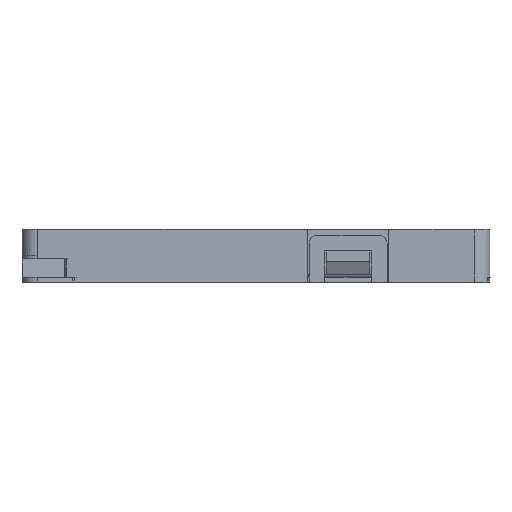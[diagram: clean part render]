
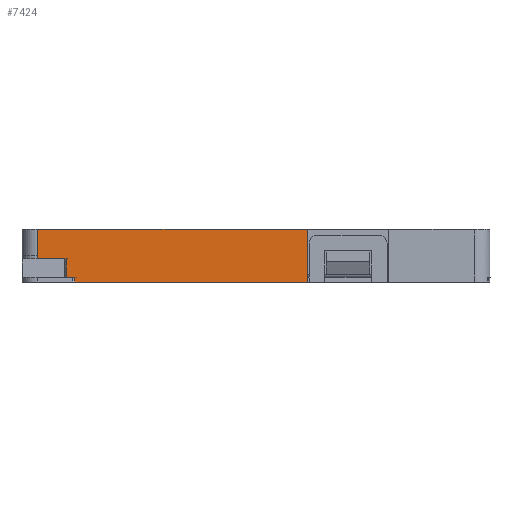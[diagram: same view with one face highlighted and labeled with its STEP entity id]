
A CAD part, top view. The second image highlights one B-rep face of the part: STEP entity #7424.
In plain terms, the highlighted planar face has unit normal (0, 0, 1).
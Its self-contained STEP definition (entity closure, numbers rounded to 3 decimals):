
#1980=DIRECTION('',(0.,1.,0.));
#1981=VECTOR('',#1980,3.4);
#1982=CARTESIAN_POINT('',(26.091,3.2,-1.));
#1983=LINE('',#1982,#1981);
#2356=DIRECTION('',(-1.,0.,0.));
#2357=VECTOR('',#2356,14.908);
#2358=CARTESIAN_POINT('',(26.091,3.2,-1.));
#2359=LINE('',#2358,#2357);
#2363=DIRECTION('',(0.,1.,0.));
#2364=VECTOR('',#2363,0.3);
#2365=CARTESIAN_POINT('',(11.183,3.2,-1.));
#2366=LINE('',#2365,#2364);
#2370=DIRECTION('',(-1.,0.,0.));
#2371=VECTOR('',#2370,0.571);
#2372=CARTESIAN_POINT('',(11.183,3.5,-1.));
#2373=LINE('',#2372,#2371);
#2377=DIRECTION('',(-1.,0.,0.));
#2378=VECTOR('',#2377,1.821);
#2379=CARTESIAN_POINT('',(10.611,4.7,
-1.));
#2380=LINE('',#2379,#2378);
#2384=DIRECTION('',(-0.001,1.,0.));
#2385=VECTOR('',#2384,1.7);
#2386=CARTESIAN_POINT('',(8.79,4.9,
-1.));
#2387=LINE('',#2386,#2385);
#2391=DIRECTION('',(1.,0.,0.));
#2392=VECTOR('',#2391,17.301);
#2393=CARTESIAN_POINT('',(8.79,6.6,
-1.));
#2394=LINE('',#2393,#2392);
#2603=DIRECTION('',(0.,-1.,0.));
#2604=VECTOR('',#2603,1.2);
#2605=CARTESIAN_POINT('',(10.611,4.7,
-1.));
#2606=LINE('',#2605,#2604);
#2740=DIRECTION('',(-0.001,-1.,0.));
#2741=VECTOR('',#2740,0.2);
#2742=CARTESIAN_POINT('',(8.79,4.9,
-1.));
#2743=LINE('',#2742,#2741);
#5116=CARTESIAN_POINT('',(26.091,6.6,
-1.));
#5117=VERTEX_POINT('',#5116);
#5118=CARTESIAN_POINT('',(8.79,6.6,
-1.));
#5119=VERTEX_POINT('',#5118);
#5179=CARTESIAN_POINT('',(11.183,3.5,-1.));
#5180=CARTESIAN_POINT('',(10.611,3.5,-1.));
#5181=VERTEX_POINT('',#5179);
#5182=VERTEX_POINT('',#5180);
#5217=CARTESIAN_POINT('',(26.091,3.2,-1.));
#5218=VERTEX_POINT('',#5217);
#5273=CARTESIAN_POINT('',(11.183,3.2,-1.));
#5274=VERTEX_POINT('',#5273);
#5275=CARTESIAN_POINT('',(10.611,4.7,
-1.));
#5276=VERTEX_POINT('',#5275);
#5277=CARTESIAN_POINT('',(8.79,4.7,
-1.));
#5278=VERTEX_POINT('',#5277);
#5279=CARTESIAN_POINT('',(8.79,4.9,
-1.));
#5280=VERTEX_POINT('',#5279);
#7402=CARTESIAN_POINT('',(37.791,2.7,-1.));
#7403=DIRECTION('',(0.,0.,1.));
#7404=DIRECTION('',(-1.,0.,0.));
#7405=AXIS2_PLACEMENT_3D('',#7402,#7403,#7404);
#7406=PLANE('',#7405);
#7407=ORIENTED_EDGE('',*,*,#7127,.F.);
#7409=ORIENTED_EDGE('',*,*,#7408,.T.);
#7411=ORIENTED_EDGE('',*,*,#7410,.T.);
#7412=ORIENTED_EDGE('',*,*,#6226,.T.);
#7414=ORIENTED_EDGE('',*,*,#7413,.F.);
#7416=ORIENTED_EDGE('',*,*,#7415,.T.);
#7418=ORIENTED_EDGE('',*,*,#7417,.F.);
#7420=ORIENTED_EDGE('',*,*,#7419,.T.);
#7421=ORIENTED_EDGE('',*,*,#7185,.T.);
#7422=EDGE_LOOP('',(#7407,#7409,#7411,#7412,#7414,#7416,#7418,#7420,#7421));
#7423=FACE_OUTER_BOUND('',#7422,.F.);
#6226=EDGE_CURVE('',#5181,#5182,#2373,.T.);
#7127=EDGE_CURVE('',#5218,#5117,#1983,.T.);
#7185=EDGE_CURVE('',#5119,#5117,#2394,.T.);
#7408=EDGE_CURVE('',#5218,#5274,#2359,.T.);
#7410=EDGE_CURVE('',#5274,#5181,#2366,.T.);
#7413=EDGE_CURVE('',#5276,#5182,#2606,.T.);
#7415=EDGE_CURVE('',#5276,#5278,#2380,.T.);
#7417=EDGE_CURVE('',#5280,#5278,#2743,.T.);
#7419=EDGE_CURVE('',#5280,#5119,#2387,.T.);
#7424=ADVANCED_FACE('',(#7423),#7406,.T.);
